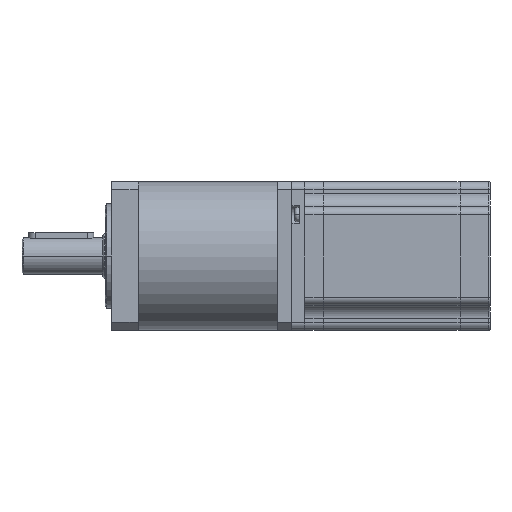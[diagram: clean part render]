
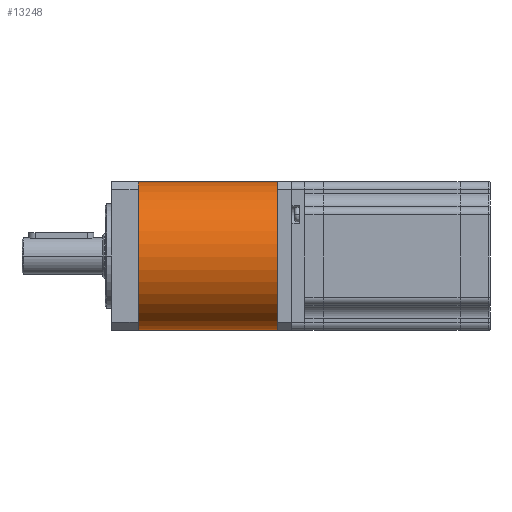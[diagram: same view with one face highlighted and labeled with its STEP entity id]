
A CAD part, left-side view. The second image highlights one B-rep face of the part: STEP entity #13248.
In plain terms, the highlighted cylindrical face has radius 28.5 mm (diameter 57 mm), a partial arc.
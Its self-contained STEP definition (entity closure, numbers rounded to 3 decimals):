
#106 = VECTOR ( 'NONE', #9923, 1000. ) ;
#112 = LINE ( 'NONE', #2926, #106 ) ;
#804 = CIRCLE ( 'NONE', #3799, 28.5 ) ;
#2404 = VERTEX_POINT ( 'NONE', #6584 ) ;
#2926 = CARTESIAN_POINT ( 'NONE',  ( 28.5, 0., 53.5 ) ) ;
#3414 = CARTESIAN_POINT ( 'NONE',  ( -28.5, 0., 53.5 ) ) ;
#3481 = DIRECTION ( 'NONE',  ( 0., 0., 1. ) ) ;
#3553 = VECTOR ( 'NONE', #10497, 1000. ) ;
#3799 = AXIS2_PLACEMENT_3D ( 'NONE', #10287, #3481, #4778 ) ;
#3858 = CARTESIAN_POINT ( 'NONE',  ( 28.5, 0., 0. ) ) ;
#3887 = ORIENTED_EDGE ( 'NONE', *, *, #11083, .T. ) ;
#4778 = DIRECTION ( 'NONE',  ( 1., 0., 0. ) ) ;
#5023 = EDGE_CURVE ( 'NONE', #10841, #13461, #804, .T. ) ;
#5318 = CARTESIAN_POINT ( 'NONE',  ( 0., 0., 53.5 ) ) ;
#5970 = CIRCLE ( 'NONE', #6263, 28.5 ) ;
#6263 = AXIS2_PLACEMENT_3D ( 'NONE', #5318, #6635, #12315 ) ;
#6584 = CARTESIAN_POINT ( 'NONE',  ( 28.5, 0., 53.5 ) ) ;
#6635 = DIRECTION ( 'NONE',  ( 0., 0., 1. ) ) ;
#6647 = ORIENTED_EDGE ( 'NONE', *, *, #16344, .F. ) ;
#7150 = VERTEX_POINT ( 'NONE', #11550 ) ;
#7479 = EDGE_LOOP ( 'NONE', ( #6647, #3887, #15531, #8443 ) ) ;
#8198 = CARTESIAN_POINT ( 'NONE',  ( -28.5, 0., 0. ) ) ;
#8443 = ORIENTED_EDGE ( 'NONE', *, *, #10597, .F. ) ;
#8956 = CARTESIAN_POINT ( 'NONE',  ( 0., 0., 53.5 ) ) ;
#9923 = DIRECTION ( 'NONE',  ( 0., 0., -1. ) ) ;
#10163 = AXIS2_PLACEMENT_3D ( 'NONE', #8956, #13528, #14576 ) ;
#10287 = CARTESIAN_POINT ( 'NONE',  ( 0., 0., 0. ) ) ;
#10497 = DIRECTION ( 'NONE',  ( 0., 0., -1. ) ) ;
#10597 = EDGE_CURVE ( 'NONE', #7150, #13461, #14624, .T. ) ;
#10841 = VERTEX_POINT ( 'NONE', #3858 ) ;
#11083 = EDGE_CURVE ( 'NONE', #2404, #10841, #112, .T. ) ;
#11550 = CARTESIAN_POINT ( 'NONE',  ( -28.5, 0., 53.5 ) ) ;
#12124 = FACE_OUTER_BOUND ( 'NONE', #7479, .T. ) ;
#12315 = DIRECTION ( 'NONE',  ( 1., 0., 0. ) ) ;
#13248 = ADVANCED_FACE ( 'NONE', ( #12124 ), #14765, .T. ) ;
#13461 = VERTEX_POINT ( 'NONE', #8198 ) ;
#13528 = DIRECTION ( 'NONE',  ( 0., 0., -1. ) ) ;
#14576 = DIRECTION ( 'NONE',  ( -1., 0., 0. ) ) ;
#14624 = LINE ( 'NONE', #3414, #3553 ) ;
#14765 = CYLINDRICAL_SURFACE ( 'NONE', #10163, 28.5 ) ;
#15531 = ORIENTED_EDGE ( 'NONE', *, *, #5023, .T. ) ;
#16344 = EDGE_CURVE ( 'NONE', #2404, #7150, #5970, .T. ) ;
